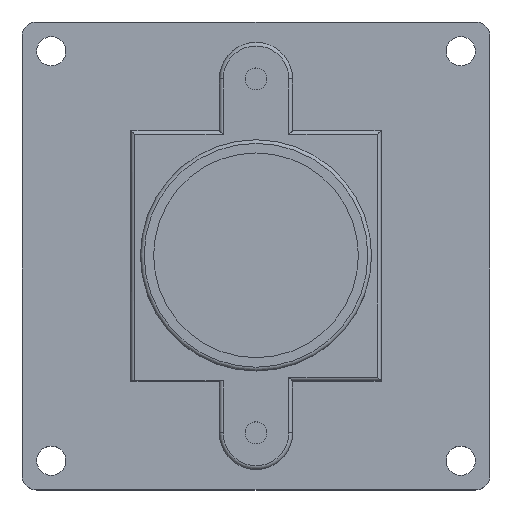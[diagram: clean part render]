
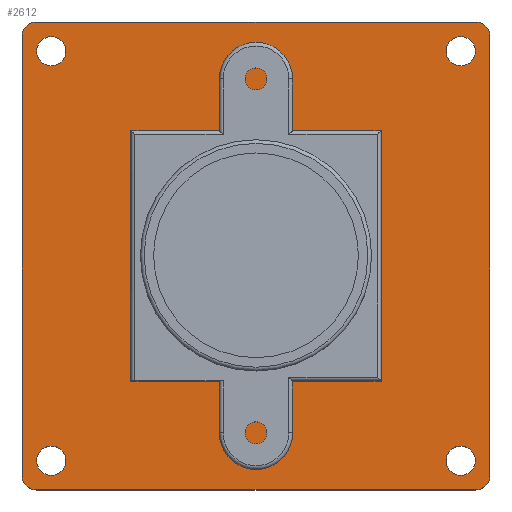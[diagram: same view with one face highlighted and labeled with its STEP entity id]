
A CAD part, top view. The second image highlights one B-rep face of the part: STEP entity #2612.
In plain terms, the highlighted planar face has unit normal (0, 0, 1).
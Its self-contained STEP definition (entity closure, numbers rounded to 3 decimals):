
#186=FACE_BOUND('',#425,.T.);
#187=FACE_BOUND('',#426,.T.);
#188=FACE_BOUND('',#427,.T.);
#189=FACE_BOUND('',#428,.T.);
#208=PLANE('',#2821);
#272=FACE_OUTER_BOUND('',#424,.T.);
#424=EDGE_LOOP('',(#1763,#1764,#1765,#1766,#1767,#1768,#1769,#1770));
#425=EDGE_LOOP('',(#1771));
#426=EDGE_LOOP('',(#1772));
#427=EDGE_LOOP('',(#1773));
#428=EDGE_LOOP('',(#1774));
#588=LINE('',#3722,#793);
#592=LINE('',#3734,#797);
#596=LINE('',#3746,#801);
#600=LINE('',#3758,#805);
#793=VECTOR('',#3058,10.);
#797=VECTOR('',#3070,10.);
#801=VECTOR('',#3082,10.);
#805=VECTOR('',#3094,10.);
#992=CIRCLE('',#2794,1.);
#994=CIRCLE('',#2797,1.);
#996=CIRCLE('',#2800,1.);
#998=CIRCLE('',#2803,1.);
#1001=CIRCLE('',#2808,1.);
#1003=CIRCLE('',#2812,1.);
#1005=CIRCLE('',#2816,1.);
#1007=CIRCLE('',#2820,1.);
#1057=VERTEX_POINT('',#3692);
#1059=VERTEX_POINT('',#3698);
#1061=VERTEX_POINT('',#3704);
#1063=VERTEX_POINT('',#3710);
#1067=VERTEX_POINT('',#3719);
#1068=VERTEX_POINT('',#3721);
#1070=VERTEX_POINT('',#3727);
#1072=VERTEX_POINT('',#3733);
#1074=VERTEX_POINT('',#3739);
#1076=VERTEX_POINT('',#3745);
#1078=VERTEX_POINT('',#3751);
#1080=VERTEX_POINT('',#3757);
#1317=EDGE_CURVE('',#1057,#1057,#992,.T.);
#1320=EDGE_CURVE('',#1059,#1059,#994,.T.);
#1323=EDGE_CURVE('',#1061,#1061,#996,.T.);
#1326=EDGE_CURVE('',#1063,#1063,#998,.T.);
#1331=EDGE_CURVE('',#1068,#1067,#588,.T.);
#1334=EDGE_CURVE('',#1070,#1068,#1001,.T.);
#1337=EDGE_CURVE('',#1072,#1070,#592,.T.);
#1340=EDGE_CURVE('',#1074,#1072,#1003,.T.);
#1343=EDGE_CURVE('',#1076,#1074,#596,.T.);
#1346=EDGE_CURVE('',#1078,#1076,#1005,.T.);
#1349=EDGE_CURVE('',#1080,#1078,#600,.T.);
#1352=EDGE_CURVE('',#1067,#1080,#1007,.T.);
#1763=ORIENTED_EDGE('',*,*,#1352,.T.);
#1764=ORIENTED_EDGE('',*,*,#1349,.T.);
#1765=ORIENTED_EDGE('',*,*,#1346,.T.);
#1766=ORIENTED_EDGE('',*,*,#1343,.T.);
#1767=ORIENTED_EDGE('',*,*,#1340,.T.);
#1768=ORIENTED_EDGE('',*,*,#1337,.T.);
#1769=ORIENTED_EDGE('',*,*,#1334,.T.);
#1770=ORIENTED_EDGE('',*,*,#1331,.T.);
#1771=ORIENTED_EDGE('',*,*,#1326,.T.);
#1772=ORIENTED_EDGE('',*,*,#1323,.T.);
#1773=ORIENTED_EDGE('',*,*,#1320,.T.);
#1774=ORIENTED_EDGE('',*,*,#1317,.T.);
#2612=ADVANCED_FACE('',(#272,#186,#187,#188,#189),#208,.T.);
#2794=AXIS2_PLACEMENT_3D('',#3693,#3028,#3029);
#2797=AXIS2_PLACEMENT_3D('',#3699,#3035,#3036);
#2800=AXIS2_PLACEMENT_3D('',#3705,#3042,#3043);
#2803=AXIS2_PLACEMENT_3D('',#3711,#3049,#3050);
#2808=AXIS2_PLACEMENT_3D('',#3728,#3064,#3065);
#2812=AXIS2_PLACEMENT_3D('',#3740,#3076,#3077);
#2816=AXIS2_PLACEMENT_3D('',#3752,#3088,#3089);
#2820=AXIS2_PLACEMENT_3D('',#3762,#3100,#3101);
#2821=AXIS2_PLACEMENT_3D('',#3763,#3102,#3103);
#3028=DIRECTION('center_axis',(0.,0.,-1.));
#3029=DIRECTION('ref_axis',(1.,0.,0.));
#3035=DIRECTION('center_axis',(0.,0.,-1.));
#3036=DIRECTION('ref_axis',(1.,0.,0.));
#3042=DIRECTION('center_axis',(0.,0.,-1.));
#3043=DIRECTION('ref_axis',(1.,0.,0.));
#3049=DIRECTION('center_axis',(0.,0.,-1.));
#3050=DIRECTION('ref_axis',(1.,0.,0.));
#3058=DIRECTION('',(-1.,0.,0.));
#3064=DIRECTION('center_axis',(0.,0.,1.));
#3065=DIRECTION('ref_axis',(1.,0.,0.));
#3070=DIRECTION('',(0.,1.,0.));
#3076=DIRECTION('center_axis',(0.,0.,1.));
#3077=DIRECTION('ref_axis',(0.,-1.,0.));
#3082=DIRECTION('',(1.,0.,0.));
#3088=DIRECTION('center_axis',(0.,0.,1.));
#3089=DIRECTION('ref_axis',(-1.,0.,0.));
#3094=DIRECTION('',(0.,-1.,0.));
#3100=DIRECTION('center_axis',(0.,0.,1.));
#3101=DIRECTION('ref_axis',(0.,1.,0.));
#3102=DIRECTION('center_axis',(0.,0.,1.));
#3103=DIRECTION('ref_axis',(1.,0.,0.));
#3692=CARTESIAN_POINT('',(13.,14.,1.6));
#3693=CARTESIAN_POINT('Origin',(14.,14.,1.6));
#3698=CARTESIAN_POINT('',(-15.,-14.,1.6));
#3699=CARTESIAN_POINT('Origin',(-14.,-14.,1.6));
#3704=CARTESIAN_POINT('',(13.,-14.,1.6));
#3705=CARTESIAN_POINT('Origin',(14.,-14.,1.6));
#3710=CARTESIAN_POINT('',(-15.,14.,1.6));
#3711=CARTESIAN_POINT('Origin',(-14.,14.,1.6));
#3719=CARTESIAN_POINT('',(-15.,16.,1.6));
#3721=CARTESIAN_POINT('',(15.,16.,1.6));
#3722=CARTESIAN_POINT('',(-15.,16.,1.6));
#3727=CARTESIAN_POINT('',(16.,15.,1.6));
#3728=CARTESIAN_POINT('Origin',(15.,15.,1.6));
#3733=CARTESIAN_POINT('',(16.,-15.,1.6));
#3734=CARTESIAN_POINT('',(16.,15.,1.6));
#3739=CARTESIAN_POINT('',(15.,-16.,1.6));
#3740=CARTESIAN_POINT('Origin',(15.,-15.,1.6));
#3745=CARTESIAN_POINT('',(-15.,-16.,1.6));
#3746=CARTESIAN_POINT('',(15.,-16.,1.6));
#3751=CARTESIAN_POINT('',(-16.,-15.,1.6));
#3752=CARTESIAN_POINT('Origin',(-15.,-15.,1.6));
#3757=CARTESIAN_POINT('',(-16.,15.,1.6));
#3758=CARTESIAN_POINT('',(-16.,-15.,1.6));
#3762=CARTESIAN_POINT('Origin',(-15.,15.,1.6));
#3763=CARTESIAN_POINT('Origin',(0.,0.,1.6));
